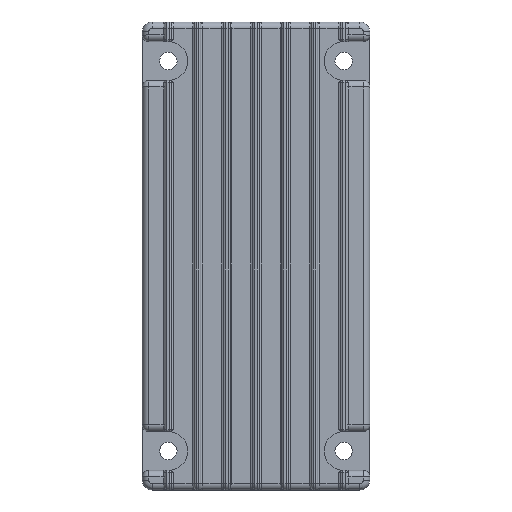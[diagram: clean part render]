
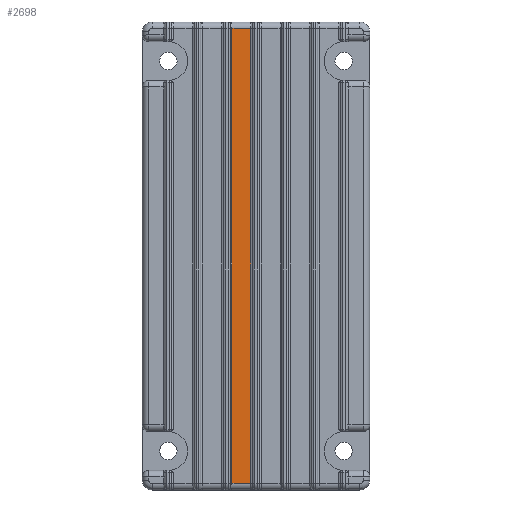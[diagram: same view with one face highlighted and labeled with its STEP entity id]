
A CAD part, top view. The second image highlights one B-rep face of the part: STEP entity #2698.
In plain terms, the highlighted planar face has unit normal (0, 0, 1).
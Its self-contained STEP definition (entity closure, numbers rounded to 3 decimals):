
#49 = DIRECTION ( 'NONE',  ( 1., 0., 0. ) ) ;
#65 = ORIENTED_EDGE ( 'NONE', *, *, #10665, .T. ) ;
#276 = DIRECTION ( 'NONE',  ( -1., 0., 0. ) ) ;
#438 = PLANE ( 'NONE',  #1922 ) ;
#724 = DIRECTION ( 'NONE',  ( 0., 1., 0. ) ) ;
#1247 = CARTESIAN_POINT ( 'NONE',  ( 0., 0., 3. ) ) ;
#1389 = DIRECTION ( 'NONE',  ( 0., 0., 1. ) ) ;
#1731 = VERTEX_POINT ( 'NONE', #6411 ) ;
#1922 = AXIS2_PLACEMENT_3D ( 'NONE', #1247, #1389, #3945 ) ;
#2605 = ORIENTED_EDGE ( 'NONE', *, *, #8458, .T. ) ;
#2698 = ADVANCED_FACE ( 'NONE', ( #10038 ), #438, .T. ) ;
#3035 = DIRECTION ( 'NONE',  ( 0., -1., 0. ) ) ;
#3090 = VECTOR ( 'NONE', #3035, 1000. ) ;
#3507 = VERTEX_POINT ( 'NONE', #10150 ) ;
#3592 = ORIENTED_EDGE ( 'NONE', *, *, #6118, .T. ) ;
#3945 = DIRECTION ( 'NONE',  ( 1., 0., 0. ) ) ;
#3954 = CARTESIAN_POINT ( 'NONE',  ( -3.7, -35., 3. ) ) ;
#4102 = VERTEX_POINT ( 'NONE', #7355 ) ;
#4724 = EDGE_CURVE ( 'NONE', #1731, #3507, #8274, .T. ) ;
#4734 = LINE ( 'NONE', #5923, #8280 ) ;
#4928 = CARTESIAN_POINT ( 'NONE',  ( -0.8, 35., 3. ) ) ;
#5038 = VECTOR ( 'NONE', #276, 1000. ) ;
#5923 = CARTESIAN_POINT ( 'NONE',  ( -0.8, 0., 3. ) ) ;
#6118 = EDGE_CURVE ( 'NONE', #9696, #1731, #6288, .T. ) ;
#6288 = LINE ( 'NONE', #8216, #5038 ) ;
#6411 = CARTESIAN_POINT ( 'NONE',  ( -3.7, 35., 3. ) ) ;
#7027 = EDGE_LOOP ( 'NONE', ( #65, #2605, #3592, #8536 ) ) ;
#7043 = LINE ( 'NONE', #10565, #7726 ) ;
#7355 = CARTESIAN_POINT ( 'NONE',  ( -0.8, -35., 3. ) ) ;
#7726 = VECTOR ( 'NONE', #49, 1000. ) ;
#8216 = CARTESIAN_POINT ( 'NONE',  ( -4., 35., 3. ) ) ;
#8274 = LINE ( 'NONE', #3954, #3090 ) ;
#8280 = VECTOR ( 'NONE', #724, 1000. ) ;
#8458 = EDGE_CURVE ( 'NONE', #4102, #9696, #4734, .T. ) ;
#8536 = ORIENTED_EDGE ( 'NONE', *, *, #4724, .T. ) ;
#9696 = VERTEX_POINT ( 'NONE', #4928 ) ;
#10038 = FACE_OUTER_BOUND ( 'NONE', #7027, .T. ) ;
#10150 = CARTESIAN_POINT ( 'NONE',  ( -3.7, -35., 3. ) ) ;
#10565 = CARTESIAN_POINT ( 'NONE',  ( -0.5, -35., 3. ) ) ;
#10665 = EDGE_CURVE ( 'NONE', #3507, #4102, #7043, .T. ) ;
